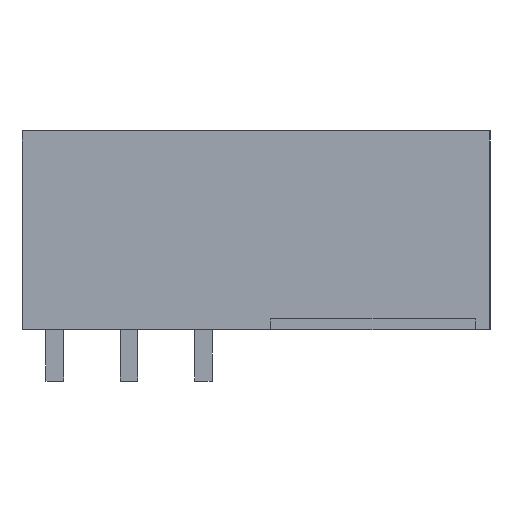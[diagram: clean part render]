
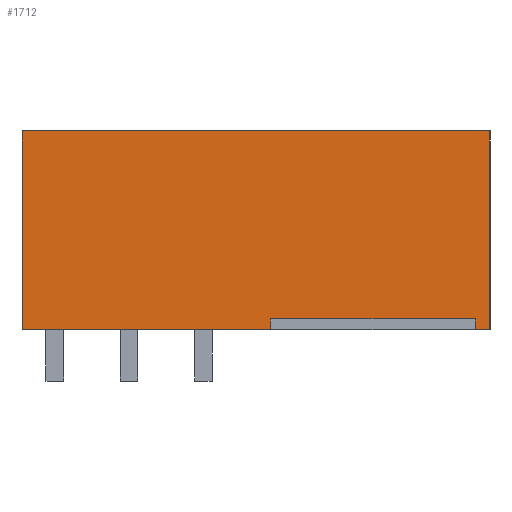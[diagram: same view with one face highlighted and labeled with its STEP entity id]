
A CAD part, left-side view. The second image highlights one B-rep face of the part: STEP entity #1712.
In plain terms, the highlighted planar face has unit normal (-1, 0, 0).
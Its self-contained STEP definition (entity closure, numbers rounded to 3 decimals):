
#1676=AXIS2_PLACEMENT_3D('Plane Axis2P3D',#1673,#1674,#1675) ;
#112=CARTESIAN_POINT('Vertex',(-71.12,0.,3.5)) ;
#115=CARTESIAN_POINT('Line Origine',(-71.12,0.,10.3)) ;
#119=CARTESIAN_POINT('Vertex',(-71.12,0.,17.1)) ;
#404=CARTESIAN_POINT('Vertex',(-71.12,-32.,3.5)) ;
#407=CARTESIAN_POINT('Line Origine',(-71.12,-31.5,3.5)) ;
#411=CARTESIAN_POINT('Vertex',(-71.12,-31.,3.5)) ;
#432=CARTESIAN_POINT('Vertex',(-71.12,-17.,3.5)) ;
#435=CARTESIAN_POINT('Line Origine',(-71.12,-8.5,3.5)) ;
#1315=CARTESIAN_POINT('Line Origine',(-71.12,-16.,17.1)) ;
#1319=CARTESIAN_POINT('Vertex',(-71.12,-32.,17.1)) ;
#1673=CARTESIAN_POINT('Axis2P3D Location',(-71.12,-32.,17.1)) ;
#1678=CARTESIAN_POINT('Line Origine',(-71.12,-17.,3.875)) ;
#1682=CARTESIAN_POINT('Vertex',(-71.12,-17.,4.25)) ;
#1685=CARTESIAN_POINT('Line Origine',(-71.12,-24.,4.25)) ;
#1689=CARTESIAN_POINT('Vertex',(-71.12,-31.,4.25)) ;
#1692=CARTESIAN_POINT('Line Origine',(-71.12,-31.,3.875)) ;
#1697=CARTESIAN_POINT('Line Origine',(-71.12,-32.,10.3)) ;
#116=DIRECTION('Vector Direction',(0.,0.,-1.)) ;
#408=DIRECTION('Vector Direction',(0.,1.,0.)) ;
#436=DIRECTION('Vector Direction',(0.,1.,0.)) ;
#1316=DIRECTION('Vector Direction',(0.,1.,0.)) ;
#1674=DIRECTION('Axis2P3D Direction',(1.,0.,0.)) ;
#1675=DIRECTION('Axis2P3D XDirection',(0.,0.,-1.)) ;
#1679=DIRECTION('Vector Direction',(0.,0.,-1.)) ;
#1686=DIRECTION('Vector Direction',(0.,1.,0.)) ;
#1693=DIRECTION('Vector Direction',(0.,0.,-1.)) ;
#1698=DIRECTION('Vector Direction',(0.,0.,-1.)) ;
#117=VECTOR('Line Direction',#116,1.) ;
#409=VECTOR('Line Direction',#408,1.) ;
#437=VECTOR('Line Direction',#436,1.) ;
#1317=VECTOR('Line Direction',#1316,1.) ;
#1680=VECTOR('Line Direction',#1679,1.) ;
#1687=VECTOR('Line Direction',#1686,1.) ;
#1694=VECTOR('Line Direction',#1693,1.) ;
#1699=VECTOR('Line Direction',#1698,1.) ;
#1703=ORIENTED_EDGE('',*,*,#1684,.F.) ;
#1704=ORIENTED_EDGE('',*,*,#1691,.F.) ;
#1705=ORIENTED_EDGE('',*,*,#1696,.T.) ;
#1706=ORIENTED_EDGE('',*,*,#413,.F.) ;
#1707=ORIENTED_EDGE('',*,*,#1701,.F.) ;
#1708=ORIENTED_EDGE('',*,*,#1321,.T.) ;
#1709=ORIENTED_EDGE('',*,*,#121,.T.) ;
#1710=ORIENTED_EDGE('',*,*,#439,.F.) ;
#1712=ADVANCED_FACE('HOUSING',(#1711),#1677,.F.) ;
#121=EDGE_CURVE('',#120,#113,#118,.T.) ;
#413=EDGE_CURVE('',#405,#412,#410,.T.) ;
#439=EDGE_CURVE('',#433,#113,#438,.T.) ;
#1321=EDGE_CURVE('',#1320,#120,#1318,.T.) ;
#1684=EDGE_CURVE('',#1683,#433,#1681,.T.) ;
#1691=EDGE_CURVE('',#1690,#1683,#1688,.T.) ;
#1696=EDGE_CURVE('',#1690,#412,#1695,.T.) ;
#1701=EDGE_CURVE('',#1320,#405,#1700,.T.) ;
#1702=EDGE_LOOP('',(#1703,#1704,#1705,#1706,#1707,#1708,#1709,#1710)) ;
#1711=FACE_OUTER_BOUND('',#1702,.T.) ;
#118=LINE('Line',#115,#117) ;
#410=LINE('Line',#407,#409) ;
#438=LINE('Line',#435,#437) ;
#1318=LINE('Line',#1315,#1317) ;
#1681=LINE('Line',#1678,#1680) ;
#1688=LINE('Line',#1685,#1687) ;
#1695=LINE('Line',#1692,#1694) ;
#1700=LINE('Line',#1697,#1699) ;
#1677=PLANE('',#1676) ;
#113=VERTEX_POINT('',#112) ;
#120=VERTEX_POINT('',#119) ;
#405=VERTEX_POINT('',#404) ;
#412=VERTEX_POINT('',#411) ;
#433=VERTEX_POINT('',#432) ;
#1320=VERTEX_POINT('',#1319) ;
#1683=VERTEX_POINT('',#1682) ;
#1690=VERTEX_POINT('',#1689) ;
